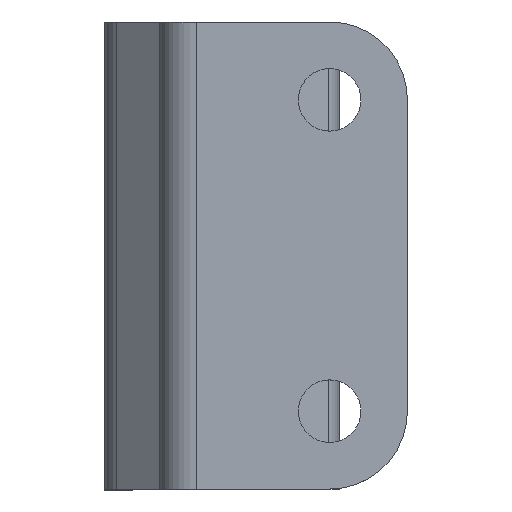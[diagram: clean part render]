
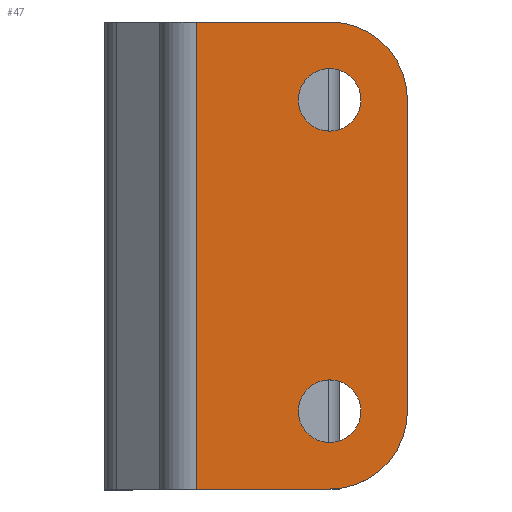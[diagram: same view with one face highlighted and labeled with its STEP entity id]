
A CAD part, top view. The second image highlights one B-rep face of the part: STEP entity #47.
In plain terms, the highlighted planar face has unit normal (0, 0, 1).
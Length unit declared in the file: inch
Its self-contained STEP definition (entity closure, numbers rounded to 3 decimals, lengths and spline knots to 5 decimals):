
#1 = ORIENTED_EDGE ( 'NONE', *, *, #902, .F. ) ;
#4 = FACE_BOUND ( 'NONE', #637, .T. ) ;
#6 = CARTESIAN_POINT ( 'NONE',  ( 0.09, 0., 2.05862 ) ) ;
#40 = ORIENTED_EDGE ( 'NONE', *, *, #1145, .F. ) ;
#47 = ADVANCED_FACE ( 'NONE', ( #4, #190, #1030 ), #654, .F. ) ;
#48 = DIRECTION ( 'NONE',  ( 0., 1., 0. ) ) ;
#65 = LINE ( 'NONE', #728, #515 ) ;
#70 = CARTESIAN_POINT ( 'NONE',  ( 0.20513, 1.5, 2.05862 ) ) ;
#84 = EDGE_CURVE ( 'NONE', #473, #322, #849, .T. ) ;
#113 = DIRECTION ( 'NONE',  ( 0., 0., 1. ) ) ;
#114 = ORIENTED_EDGE ( 'NONE', *, *, #904, .F. ) ;
#124 = AXIS2_PLACEMENT_3D ( 'NONE', #1202, #500, #894 ) ;
#126 = CARTESIAN_POINT ( 'NONE',  ( 0.63284, 1.25, 2.05862 ) ) ;
#141 = AXIS2_PLACEMENT_3D ( 'NONE', #1173, #326, #479 ) ;
#166 = EDGE_CURVE ( 'NONE', #322, #241, #420, .T. ) ;
#167 = CARTESIAN_POINT ( 'NONE',  ( 0.63284, 1.5, 2.05862 ) ) ;
#178 = CIRCLE ( 'NONE', #141, 0.1005 ) ;
#190 = FACE_BOUND ( 'NONE', #932, .T. ) ;
#207 = CARTESIAN_POINT ( 'NONE',  ( 0.88284, 1.25, 2.05862 ) ) ;
#210 = EDGE_CURVE ( 'NONE', #666, #391, #651, .T. ) ;
#241 = VERTEX_POINT ( 'NONE', #70 ) ;
#245 = EDGE_LOOP ( 'NONE', ( #729, #388, #697, #934, #961, #40 ) ) ;
#263 = AXIS2_PLACEMENT_3D ( 'NONE', #1036, #569, #1048 ) ;
#264 = DIRECTION ( 'NONE',  ( 0., 0., 1. ) ) ;
#271 = CIRCLE ( 'NONE', #369, 0.1005 ) ;
#308 = DIRECTION ( 'NONE',  ( 0., 0., 1. ) ) ;
#322 = VERTEX_POINT ( 'NONE', #167 ) ;
#326 = DIRECTION ( 'NONE',  ( 0., 0., 1. ) ) ;
#342 = CARTESIAN_POINT ( 'NONE',  ( 0.63284, 0., 2.05862 ) ) ;
#369 = AXIS2_PLACEMENT_3D ( 'NONE', #126, #113, #390 ) ;
#374 = DIRECTION ( 'NONE',  ( 0., 0., 1. ) ) ;
#388 = ORIENTED_EDGE ( 'NONE', *, *, #210, .T. ) ;
#390 = DIRECTION ( 'NONE',  ( 1., 0., 0. ) ) ;
#391 = VERTEX_POINT ( 'NONE', #1132 ) ;
#410 = AXIS2_PLACEMENT_3D ( 'NONE', #610, #264, #1096 ) ;
#420 = LINE ( 'NONE', #874, #1186 ) ;
#473 = VERTEX_POINT ( 'NONE', #207 ) ;
#479 = DIRECTION ( 'NONE',  ( 1., 0., 0. ) ) ;
#500 = DIRECTION ( 'NONE',  ( 0., 0., 1. ) ) ;
#509 = VECTOR ( 'NONE', #639, 39.37008 ) ;
#515 = VECTOR ( 'NONE', #48, 39.37008 ) ;
#521 = ORIENTED_EDGE ( 'NONE', *, *, #604, .F. ) ;
#569 = DIRECTION ( 'NONE',  ( 0., 0., -1. ) ) ;
#574 = VERTEX_POINT ( 'NONE', #1070 ) ;
#600 = CIRCLE ( 'NONE', #410, 0.1005 ) ;
#604 = EDGE_CURVE ( 'NONE', #741, #691, #600, .T. ) ;
#610 = CARTESIAN_POINT ( 'NONE',  ( 0.63284, 0.25, 2.05862 ) ) ;
#637 = EDGE_LOOP ( 'NONE', ( #1, #1189 ) ) ;
#639 = DIRECTION ( 'NONE',  ( 1., 0., 0. ) ) ;
#651 = CIRCLE ( 'NONE', #124, 0.25 ) ;
#654 = PLANE ( 'NONE',  #263 ) ;
#666 = VERTEX_POINT ( 'NONE', #342 ) ;
#683 = CARTESIAN_POINT ( 'NONE',  ( 0.63284, 0.25, 2.05862 ) ) ;
#691 = VERTEX_POINT ( 'NONE', #1200 ) ;
#697 = ORIENTED_EDGE ( 'NONE', *, *, #736, .T. ) ;
#728 = CARTESIAN_POINT ( 'NONE',  ( 0.20513, 1.5, 2.05862 ) ) ;
#729 = ORIENTED_EDGE ( 'NONE', *, *, #773, .T. ) ;
#736 = EDGE_CURVE ( 'NONE', #391, #473, #850, .T. ) ;
#738 = CARTESIAN_POINT ( 'NONE',  ( 0.88284, 0., 2.05862 ) ) ;
#741 = VERTEX_POINT ( 'NONE', #945 ) ;
#752 = VERTEX_POINT ( 'NONE', #834 ) ;
#759 = VECTOR ( 'NONE', #1211, 39.37008 ) ;
#771 = DIRECTION ( 'NONE',  ( -1., 0., 0. ) ) ;
#773 = EDGE_CURVE ( 'NONE', #1196, #666, #1043, .T. ) ;
#793 = DIRECTION ( 'NONE',  ( -1., 0., 0. ) ) ;
#796 = CARTESIAN_POINT ( 'NONE',  ( 0.20513, 0., 2.05862 ) ) ;
#834 = CARTESIAN_POINT ( 'NONE',  ( 0.73334, 1.25, 2.05862 ) ) ;
#849 = CIRCLE ( 'NONE', #870, 0.25 ) ;
#850 = LINE ( 'NONE', #738, #759 ) ;
#870 = AXIS2_PLACEMENT_3D ( 'NONE', #942, #374, #1041 ) ;
#874 = CARTESIAN_POINT ( 'NONE',  ( 0.09, 1.5, 2.05862 ) ) ;
#894 = DIRECTION ( 'NONE',  ( -1., 0., 0. ) ) ;
#902 = EDGE_CURVE ( 'NONE', #752, #574, #271, .T. ) ;
#904 = EDGE_CURVE ( 'NONE', #691, #741, #1001, .T. ) ;
#932 = EDGE_LOOP ( 'NONE', ( #114, #521 ) ) ;
#934 = ORIENTED_EDGE ( 'NONE', *, *, #84, .T. ) ;
#937 = AXIS2_PLACEMENT_3D ( 'NONE', #683, #308, #771 ) ;
#942 = CARTESIAN_POINT ( 'NONE',  ( 0.63284, 1.25, 2.05862 ) ) ;
#945 = CARTESIAN_POINT ( 'NONE',  ( 0.53234, 0.25, 2.05862 ) ) ;
#961 = ORIENTED_EDGE ( 'NONE', *, *, #166, .T. ) ;
#1001 = CIRCLE ( 'NONE', #937, 0.1005 ) ;
#1030 = FACE_OUTER_BOUND ( 'NONE', #245, .T. ) ;
#1036 = CARTESIAN_POINT ( 'NONE',  ( 0.09, 0., 2.05862 ) ) ;
#1041 = DIRECTION ( 'NONE',  ( -1., 0., 0. ) ) ;
#1043 = LINE ( 'NONE', #6, #509 ) ;
#1048 = DIRECTION ( 'NONE',  ( -1., 0., 0. ) ) ;
#1070 = CARTESIAN_POINT ( 'NONE',  ( 0.53234, 1.25, 2.05862 ) ) ;
#1096 = DIRECTION ( 'NONE',  ( -1., 0., 0. ) ) ;
#1132 = CARTESIAN_POINT ( 'NONE',  ( 0.88284, 0.25, 2.05862 ) ) ;
#1145 = EDGE_CURVE ( 'NONE', #1196, #241, #65, .T. ) ;
#1173 = CARTESIAN_POINT ( 'NONE',  ( 0.63284, 1.25, 2.05862 ) ) ;
#1186 = VECTOR ( 'NONE', #793, 39.37008 ) ;
#1189 = ORIENTED_EDGE ( 'NONE', *, *, #1197, .F. ) ;
#1196 = VERTEX_POINT ( 'NONE', #796 ) ;
#1197 = EDGE_CURVE ( 'NONE', #574, #752, #178, .T. ) ;
#1200 = CARTESIAN_POINT ( 'NONE',  ( 0.73334, 0.25, 2.05862 ) ) ;
#1202 = CARTESIAN_POINT ( 'NONE',  ( 0.63284, 0.25, 2.05862 ) ) ;
#1211 = DIRECTION ( 'NONE',  ( 0., 1., 0. ) ) ;
